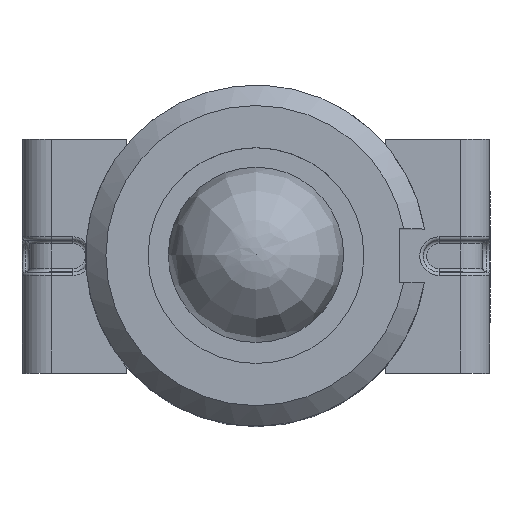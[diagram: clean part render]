
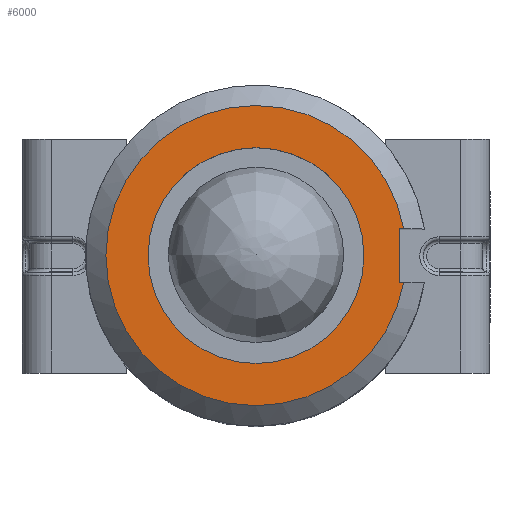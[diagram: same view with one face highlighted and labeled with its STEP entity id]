
A CAD part, top view. The second image highlights one B-rep face of the part: STEP entity #6000.
In plain terms, the highlighted planar face has unit normal (0, 0, 1).
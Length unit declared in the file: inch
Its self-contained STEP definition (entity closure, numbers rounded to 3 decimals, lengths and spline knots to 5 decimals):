
#66=FACE_BOUND('',#908,.T.);
#213=PLANE('',#6612);
#545=FACE_OUTER_BOUND('',#907,.T.);
#907=EDGE_LOOP('',(#5046,#5047,#5048,#5049));
#908=EDGE_LOOP('',(#5050));
#1397=LINE('',#9846,#1996);
#1398=LINE('',#9848,#1997);
#1399=LINE('',#9849,#1998);
#1996=VECTOR('',#8079,0.3937);
#1997=VECTOR('',#8080,0.3937);
#1998=VECTOR('',#8081,0.3937);
#2453=CIRCLE('',#6611,0.20531);
#2454=CIRCLE('',#6613,0.14764);
#2853=VERTEX_POINT('',#9832);
#2856=VERTEX_POINT('',#9839);
#2857=VERTEX_POINT('',#9845);
#2858=VERTEX_POINT('',#9847);
#2859=VERTEX_POINT('',#9850);
#3620=EDGE_CURVE('',#2856,#2853,#2453,.T.);
#3621=EDGE_CURVE('',#2857,#2856,#1397,.T.);
#3622=EDGE_CURVE('',#2858,#2857,#1398,.T.);
#3623=EDGE_CURVE('',#2853,#2858,#1399,.T.);
#3624=EDGE_CURVE('',#2859,#2859,#2454,.T.);
#5046=ORIENTED_EDGE('',*,*,#3620,.F.);
#5047=ORIENTED_EDGE('',*,*,#3621,.F.);
#5048=ORIENTED_EDGE('',*,*,#3622,.F.);
#5049=ORIENTED_EDGE('',*,*,#3623,.F.);
#5050=ORIENTED_EDGE('',*,*,#3624,.T.);
#6000=ADVANCED_FACE('',(#545,#66),#213,.T.);
#6611=AXIS2_PLACEMENT_3D('',#9843,#8075,#8076);
#6612=AXIS2_PLACEMENT_3D('',#9844,#8077,#8078);
#6613=AXIS2_PLACEMENT_3D('',#9851,#8082,#8083);
#8075=DIRECTION('center_axis',(0.,0.,
-1.));
#8076=DIRECTION('ref_axis',(-0.988,-0.156,0.));
#8077=DIRECTION('center_axis',(0.,0.,
1.));
#8078=DIRECTION('ref_axis',(-1.,0.,0.));
#8079=DIRECTION('',(1.,0.,0.));
#8080=DIRECTION('',(0.,-1.,0.));
#8081=DIRECTION('',(-1.,0.,0.));
#8082=DIRECTION('center_axis',(0.,0.,
-1.));
#8083=DIRECTION('ref_axis',(1.,0.,0.));
#9832=CARTESIAN_POINT('',(0.20206,0.03642,0.83819));
#9839=CARTESIAN_POINT('',(0.20206,-0.03642,0.83819));
#9843=CARTESIAN_POINT('Origin',(0.,0.,
0.83819));
#9844=CARTESIAN_POINT('Origin',(0.02815,0.,
0.83819));
#9845=CARTESIAN_POINT('',(0.19576,-0.03642,0.83819));
#9846=CARTESIAN_POINT('',(0.23041,-0.03642,0.83819));
#9847=CARTESIAN_POINT('',(0.19576,0.03642,0.83819));
#9848=CARTESIAN_POINT('',(0.19576,-0.03642,0.83819));
#9849=CARTESIAN_POINT('',(0.19576,0.03642,0.83819));
#9850=CARTESIAN_POINT('',(-0.14764,0.,0.83819));
#9851=CARTESIAN_POINT('Origin',(0.,0.,
0.83819));
